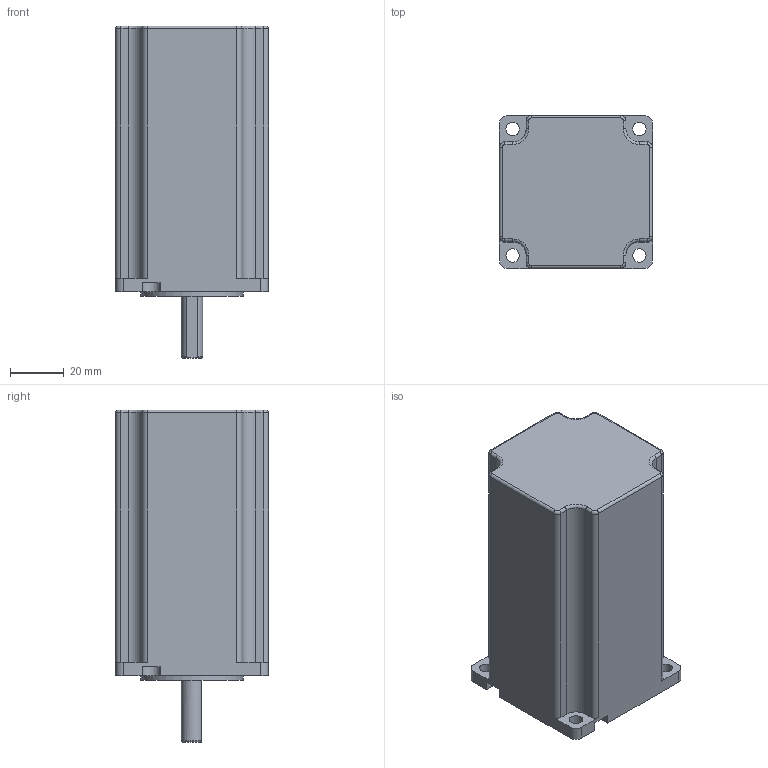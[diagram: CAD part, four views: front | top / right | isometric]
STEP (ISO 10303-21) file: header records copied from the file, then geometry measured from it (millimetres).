
FILE_DESCRIPTION(/* description */ (''),/* implementation_level */ '2;1');
FILE_NAME(/* name */ 'Nema_23_PHB57S100-404AD.step',/* time_stamp */ '2022-09-29T14:41:47+02:00',/* author */ (''),/* organization */ (''),/* preprocessor_version */ 'ST-DEVELOPER v19',/* originating_system */ 'Autodesk Translation Framework v11.7.0.108',/* authorisation */ '');
FILE_SCHEMA (('AUTOMOTIVE_DESIGN { 1 0 10303 214 3 1 1 }'));
Length unit declared in the file: millimetre
Products named in the file (1): Nema_23_PHB57S100-404AD
Bounding box: 57 x 57 x 123.6 mm (x, y, z)
Volume: 285777.4 mm3; surface area: 30215 mm2
Topology: 1 solids, 1 shells, 93 faces, 230 edges, 145 vertices
Faces by surface type: cylinder 42, plane 37, bspline 8, torus 6
Full cylindrical faces by diameter (mm): 5 x8, 38.1 x1
Entity records: 2883 total; most frequent: CARTESIAN_POINT 555, DIRECTION 500, ORIENTED_EDGE 460, EDGE_CURVE 230, AXIS2_PLACEMENT_3D 186, VERTEX_POINT 145, LINE 128, VECTOR 128
